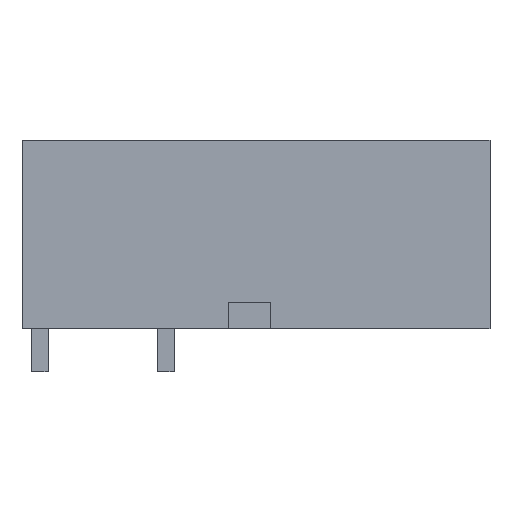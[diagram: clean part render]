
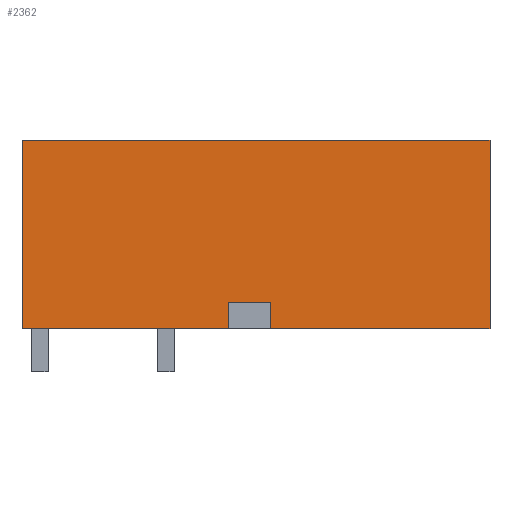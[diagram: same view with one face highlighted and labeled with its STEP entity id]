
A CAD part, left-side view. The second image highlights one B-rep face of the part: STEP entity #2362.
In plain terms, the highlighted planar face has unit normal (-1, 0, 0).
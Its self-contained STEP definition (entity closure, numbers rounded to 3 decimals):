
#2326=AXIS2_PLACEMENT_3D('Plane Axis2P3D',#2323,#2324,#2325) ;
#722=CARTESIAN_POINT('Vertex',(0.,28.3,14.)) ;
#725=CARTESIAN_POINT('Line Origine',(0.,14.15,14.)) ;
#729=CARTESIAN_POINT('Vertex',(0.,0.,14.)) ;
#1446=CARTESIAN_POINT('Vertex',(0.,0.,2.6)) ;
#1449=CARTESIAN_POINT('Line Origine',(0.,6.65,2.6)) ;
#1453=CARTESIAN_POINT('Vertex',(0.,13.3,2.6)) ;
#1488=CARTESIAN_POINT('Vertex',(0.,15.8,2.6)) ;
#1491=CARTESIAN_POINT('Line Origine',(0.,22.05,2.6)) ;
#1495=CARTESIAN_POINT('Vertex',(0.,28.3,2.6)) ;
#2280=CARTESIAN_POINT('Line Origine',(0.,28.3,8.3)) ;
#2323=CARTESIAN_POINT('Axis2P3D Location',(0.,28.3,-0.9)) ;
#2328=CARTESIAN_POINT('Line Origine',(0.,0.,8.3)) ;
#2333=CARTESIAN_POINT('Line Origine',(0.,15.8,3.4)) ;
#2337=CARTESIAN_POINT('Vertex',(0.,15.8,4.2)) ;
#2340=CARTESIAN_POINT('Line Origine',(0.,14.55,4.2)) ;
#2344=CARTESIAN_POINT('Vertex',(0.,13.3,4.2)) ;
#2347=CARTESIAN_POINT('Line Origine',(0.,13.3,3.4)) ;
#726=DIRECTION('Vector Direction',(0.,-1.,0.)) ;
#1450=DIRECTION('Vector Direction',(0.,1.,0.)) ;
#1492=DIRECTION('Vector Direction',(0.,1.,0.)) ;
#2281=DIRECTION('Vector Direction',(0.,0.,1.)) ;
#2324=DIRECTION('Axis2P3D Direction',(-1.,0.,0.)) ;
#2325=DIRECTION('Axis2P3D XDirection',(0.,-1.,0.)) ;
#2329=DIRECTION('Vector Direction',(0.,0.,-1.)) ;
#2334=DIRECTION('Vector Direction',(0.,0.,1.)) ;
#2341=DIRECTION('Vector Direction',(0.,1.,0.)) ;
#2348=DIRECTION('Vector Direction',(0.,0.,1.)) ;
#727=VECTOR('Line Direction',#726,1.) ;
#1451=VECTOR('Line Direction',#1450,1.) ;
#1493=VECTOR('Line Direction',#1492,1.) ;
#2282=VECTOR('Line Direction',#2281,1.) ;
#2330=VECTOR('Line Direction',#2329,1.) ;
#2335=VECTOR('Line Direction',#2334,1.) ;
#2342=VECTOR('Line Direction',#2341,1.) ;
#2349=VECTOR('Line Direction',#2348,1.) ;
#2353=ORIENTED_EDGE('',*,*,#1455,.T.) ;
#2354=ORIENTED_EDGE('',*,*,#2332,.T.) ;
#2355=ORIENTED_EDGE('',*,*,#731,.T.) ;
#2356=ORIENTED_EDGE('',*,*,#2284,.T.) ;
#2357=ORIENTED_EDGE('',*,*,#1497,.T.) ;
#2358=ORIENTED_EDGE('',*,*,#2339,.T.) ;
#2359=ORIENTED_EDGE('',*,*,#2346,.T.) ;
#2360=ORIENTED_EDGE('',*,*,#2351,.T.) ;
#2362=ADVANCED_FACE('main body',(#2361),#2327,.T.) ;
#731=EDGE_CURVE('',#730,#723,#728,.F.) ;
#1455=EDGE_CURVE('',#1454,#1447,#1452,.F.) ;
#1497=EDGE_CURVE('',#1496,#1489,#1494,.F.) ;
#2284=EDGE_CURVE('',#723,#1496,#2283,.F.) ;
#2332=EDGE_CURVE('',#1447,#730,#2331,.F.) ;
#2339=EDGE_CURVE('',#1489,#2338,#2336,.T.) ;
#2346=EDGE_CURVE('',#2338,#2345,#2343,.F.) ;
#2351=EDGE_CURVE('',#2345,#1454,#2350,.F.) ;
#2352=EDGE_LOOP('',(#2353,#2354,#2355,#2356,#2357,#2358,#2359,#2360)) ;
#2361=FACE_OUTER_BOUND('',#2352,.T.) ;
#728=LINE('Line',#725,#727) ;
#1452=LINE('Line',#1449,#1451) ;
#1494=LINE('Line',#1491,#1493) ;
#2283=LINE('Line',#2280,#2282) ;
#2331=LINE('Line',#2328,#2330) ;
#2336=LINE('Line',#2333,#2335) ;
#2343=LINE('Line',#2340,#2342) ;
#2350=LINE('Line',#2347,#2349) ;
#2327=PLANE('',#2326) ;
#723=VERTEX_POINT('',#722) ;
#730=VERTEX_POINT('',#729) ;
#1447=VERTEX_POINT('',#1446) ;
#1454=VERTEX_POINT('',#1453) ;
#1489=VERTEX_POINT('',#1488) ;
#1496=VERTEX_POINT('',#1495) ;
#2338=VERTEX_POINT('',#2337) ;
#2345=VERTEX_POINT('',#2344) ;
